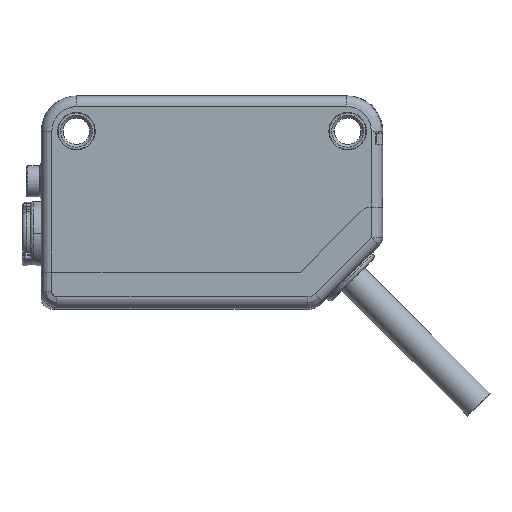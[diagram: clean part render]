
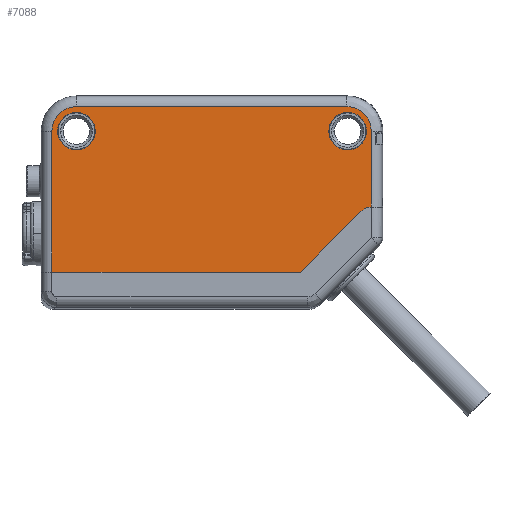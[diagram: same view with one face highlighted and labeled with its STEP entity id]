
A CAD part, left-side view. The second image highlights one B-rep face of the part: STEP entity #7088.
In plain terms, the highlighted planar face has unit normal (-1, 0, 0).
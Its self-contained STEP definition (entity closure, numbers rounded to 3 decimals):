
#2=CARTESIAN_POINT('',(-6.,12.7,6.7));
#3=DIRECTION('',(1.,0.,0.));
#4=DIRECTION('',(0.,0.,-1.));
#5=AXIS2_PLACEMENT_3D('',#2,#3,#4);
#7=CARTESIAN_POINT('',(-6.,12.7,6.7));
#8=DIRECTION('',(1.,0.,0.));
#9=DIRECTION('',(0.,0.,1.));
#10=AXIS2_PLACEMENT_3D('',#7,#8,#9);
#12=CARTESIAN_POINT('',(-6.,-12.7,6.7));
#13=DIRECTION('',(1.,0.,0.));
#14=DIRECTION('',(0.,0.,-1.));
#15=AXIS2_PLACEMENT_3D('',#12,#13,#14);
#17=CARTESIAN_POINT('',(-6.,-12.7,6.7));
#18=DIRECTION('',(1.,0.,0.));
#19=DIRECTION('',(0.,0.,1.));
#20=AXIS2_PLACEMENT_3D('',#17,#18,#19);
#22=DIRECTION('',(0.,0.,1.));
#23=VECTOR('',#22,7.103);
#24=CARTESIAN_POINT('',(-6.,-14.913,-0.403));
#25=LINE('',#24,#23);
#26=DIRECTION('',(0.,-0.707,0.707));
#27=VECTOR('',#26,8.005);
#28=CARTESIAN_POINT('',(-6.,-8.279,-6.5));
#29=LINE('',#28,#27);
#30=DIRECTION('',(0.,-1.,0.));
#31=VECTOR('',#30,23.279);
#32=CARTESIAN_POINT('',(-6.,15.,-6.5));
#33=LINE('',#32,#31);
#34=DIRECTION('',(0.,0.,-1.));
#35=VECTOR('',#34,13.2);
#36=CARTESIAN_POINT('',(-6.,15.,6.7));
#37=LINE('',#36,#35);
#38=CARTESIAN_POINT('',(-6.,12.7,6.7));
#39=DIRECTION('',(-1.,0.,0.));
#40=DIRECTION('',(0.,0.,1.));
#41=AXIS2_PLACEMENT_3D('',#38,#39,#40);
#43=DIRECTION('',(0.,1.,0.));
#44=VECTOR('',#43,25.312);
#45=CARTESIAN_POINT('',(-6.,-12.612,9.));
#46=LINE('',#45,#44);
#47=CARTESIAN_POINT('',(-6.,-14.913,6.7));
#48=CARTESIAN_POINT('',(-6.,-14.913,6.835));
#49=CARTESIAN_POINT('',(-6.,-14.889,7.1));
#50=CARTESIAN_POINT('',(-6.,-14.785,7.49));
#51=CARTESIAN_POINT('',(-6.,-14.615,7.855));
#52=CARTESIAN_POINT('',(-6.,-14.384,8.186));
#53=CARTESIAN_POINT('',(-6.,-14.098,8.471));
#54=CARTESIAN_POINT('',(-6.,-13.768,8.702));
#55=CARTESIAN_POINT('',(-6.,-13.403,8.872));
#56=CARTESIAN_POINT('',(-6.,-13.013,8.977));
#57=CARTESIAN_POINT('',(-6.,-12.747,9.));
#58=CARTESIAN_POINT('',(-6.,-12.612,9.));
#3510=CARTESIAN_POINT('',(-6.,-15.,-1.9));
#3511=DIRECTION('',(1.,0.,0.));
#3512=DIRECTION('',(0.,0.707,0.707));
#3513=AXIS2_PLACEMENT_3D('',#3510,#3511,#3512);
#5946=CARTESIAN_POINT('',(-6.,-8.279,-6.5));
#5948=VERTEX_POINT('',#5946);
#6046=VERTEX_POINT('',#47);
#6047=VERTEX_POINT('',#58);
#6050=CARTESIAN_POINT('',(-6.,12.7,9.));
#6051=VERTEX_POINT('',#6050);
#6077=CARTESIAN_POINT('',(-6.,-13.939,-0.839));
#6078=VERTEX_POINT('',#6077);
#6081=CARTESIAN_POINT('',(-6.,-14.913,-0.403));
#6082=VERTEX_POINT('',#6081);
#6231=CARTESIAN_POINT('',(-6.,-12.7,8.46));
#6232=CARTESIAN_POINT('',(-6.,-12.7,4.94));
#6233=VERTEX_POINT('',#6231);
#6234=VERTEX_POINT('',#6232);
#6235=CARTESIAN_POINT('',(-6.,12.7,8.46));
#6236=CARTESIAN_POINT('',(-6.,12.7,4.94));
#6237=VERTEX_POINT('',#6235);
#6238=VERTEX_POINT('',#6236);
#6772=CARTESIAN_POINT('',(-6.,15.,-6.5));
#6774=VERTEX_POINT('',#6772);
#6778=CARTESIAN_POINT('',(-6.,15.,6.7));
#6779=VERTEX_POINT('',#6778);
#7053=CARTESIAN_POINT('',(-6.,0.,0.));
#7054=DIRECTION('',(1.,0.,0.));
#7055=DIRECTION('',(0.,0.,-1.));
#7056=AXIS2_PLACEMENT_3D('',#7053,#7054,#7055);
#7057=PLANE('',#7056);
#7059=ORIENTED_EDGE('',*,*,#7058,.F.);
#7061=ORIENTED_EDGE('',*,*,#7060,.F.);
#7063=ORIENTED_EDGE('',*,*,#7062,.F.);
#7065=ORIENTED_EDGE('',*,*,#7064,.F.);
#7067=ORIENTED_EDGE('',*,*,#7066,.F.);
#7069=ORIENTED_EDGE('',*,*,#7068,.F.);
#7071=ORIENTED_EDGE('',*,*,#7070,.F.);
#7073=ORIENTED_EDGE('',*,*,#7072,.F.);
#7074=EDGE_LOOP('',(#7059,#7061,#7063,#7065,#7067,#7069,#7071,#7073));
#7075=FACE_OUTER_BOUND('',#7074,.F.);
#7077=ORIENTED_EDGE('',*,*,#7076,.F.);
#7079=ORIENTED_EDGE('',*,*,#7078,.F.);
#7080=EDGE_LOOP('',(#7077,#7079));
#7081=FACE_BOUND('',#7080,.F.);
#7083=ORIENTED_EDGE('',*,*,#7082,.F.);
#7085=ORIENTED_EDGE('',*,*,#7084,.F.);
#7086=EDGE_LOOP('',(#7083,#7085));
#7087=FACE_BOUND('',#7086,.F.);
#7088=ADVANCED_FACE('',(#7075,#7081,#7087),#7057,.F.);
#6=CIRCLE('',#5,1.76);
#11=CIRCLE('',#10,1.76);
#16=CIRCLE('',#15,1.76);
#21=CIRCLE('',#20,1.76);
#42=CIRCLE('',#41,2.3);
#59=B_SPLINE_CURVE_WITH_KNOTS('',3,(#47,#48,#49,#50,#51,#52,#53,#54,#55,#56,#57,
#58),.UNSPECIFIED.,.F.,.F.,(4,1,1,1,1,1,1,1,1,4),(0.,0.111,
0.222,0.333,0.444,0.556,
0.667,0.778,0.889,1.),.UNSPECIFIED.);
#3514=CIRCLE('',#3513,1.5);
#7058=EDGE_CURVE('',#6082,#6046,#25,.T.);
#7060=EDGE_CURVE('',#6078,#6082,#3514,.T.);
#7062=EDGE_CURVE('',#5948,#6078,#29,.T.);
#7064=EDGE_CURVE('',#6774,#5948,#33,.T.);
#7066=EDGE_CURVE('',#6779,#6774,#37,.T.);
#7068=EDGE_CURVE('',#6051,#6779,#42,.T.);
#7070=EDGE_CURVE('',#6047,#6051,#46,.T.);
#7072=EDGE_CURVE('',#6046,#6047,#59,.T.);
#7076=EDGE_CURVE('',#6234,#6233,#16,.T.);
#7078=EDGE_CURVE('',#6233,#6234,#21,.T.);
#7082=EDGE_CURVE('',#6238,#6237,#6,.T.);
#7084=EDGE_CURVE('',#6237,#6238,#11,.T.);
